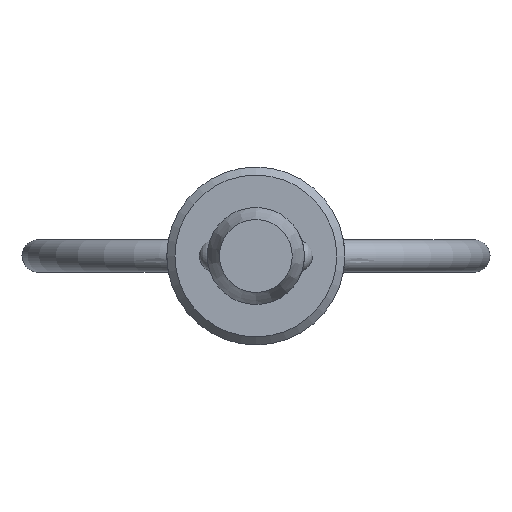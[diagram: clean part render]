
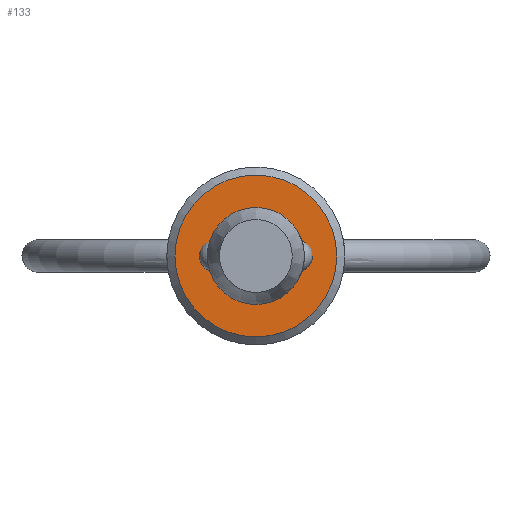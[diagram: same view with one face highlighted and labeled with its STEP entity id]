
A CAD part, left-side view. The second image highlights one B-rep face of the part: STEP entity #133.
In plain terms, the highlighted planar face has unit normal (-1, 0, 0).
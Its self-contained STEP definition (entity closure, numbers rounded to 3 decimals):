
#39=ORIENTED_EDGE('',*,*,#59,.F.);
#40=ORIENTED_EDGE('',*,*,#56,.T.);
#56=EDGE_CURVE('',#67,#67,#78,.T.);
#59=EDGE_CURVE('',#70,#70,#79,.T.);
#67=VERTEX_POINT('',#219);
#70=VERTEX_POINT('',#246);
#78=CIRCLE('',#159,3.);
#79=CIRCLE('',#161,5.);
#90=EDGE_LOOP('',(#39));
#91=EDGE_LOOP('',(#40));
#112=FACE_BOUND('',#90,.T.);
#113=FACE_BOUND('',#91,.T.);
#128=PLANE('',#160);
#133=ADVANCED_FACE('',(#112,#113),#128,.F.);
#159=AXIS2_PLACEMENT_3D('',#218,#184,#185);
#160=AXIS2_PLACEMENT_3D('',#244,#186,#187);
#161=AXIS2_PLACEMENT_3D('',#245,#188,#189);
#184=DIRECTION('',(1.,0.,0.));
#185=DIRECTION('',(0.,0.,-1.));
#186=DIRECTION('',(1.,0.,0.));
#187=DIRECTION('',(0.,0.,-1.));
#188=DIRECTION('',(1.,0.,0.));
#189=DIRECTION('',(0.,0.,-1.));
#218=CARTESIAN_POINT('',(0.,0.,0.));
#219=CARTESIAN_POINT('',(0.,0.,-3.));
#244=CARTESIAN_POINT('',(0.,3.,0.));
#245=CARTESIAN_POINT('',(0.,0.,0.));
#246=CARTESIAN_POINT('',(0.,0.,-5.));
